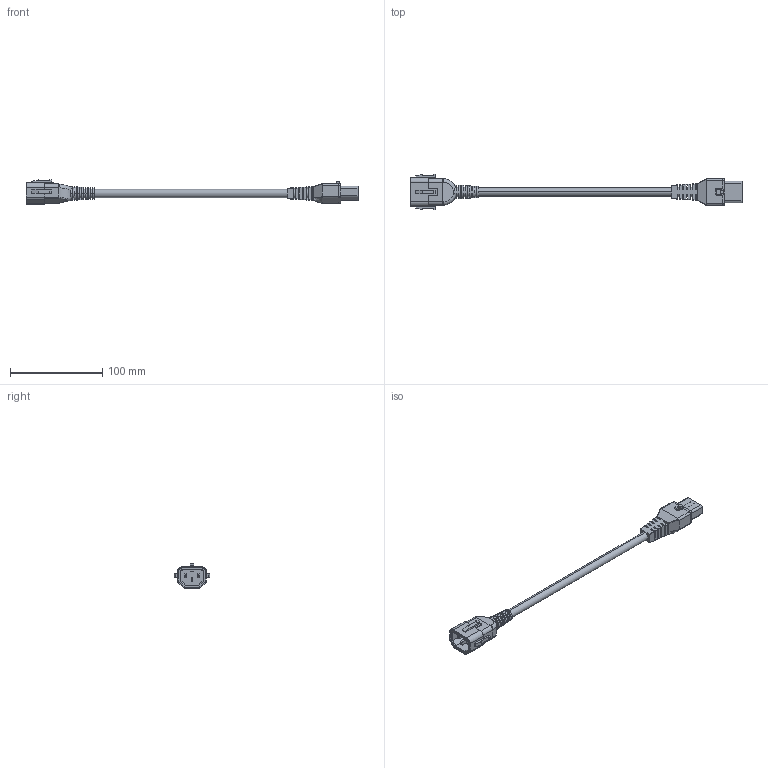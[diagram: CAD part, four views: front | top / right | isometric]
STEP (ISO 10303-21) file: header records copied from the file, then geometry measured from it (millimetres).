
FILE_DESCRIPTION (( 'STEP AP203' ), '1' );
FILE_NAME ('C14LC13L-15_3D.STEP', '2022-09-22T15:30:26', ( '' ), ( '' ), 'SwSTEP 2.0', 'SolidWorks 2021', '' );
FILE_SCHEMA (( 'CONFIG_CONTROL_DESIGN' ));
Length unit declared in the file: inch
Products named in the file (4): SJT14AWG3X_CORDAGE; EN60320 C14 DUAL-LOCKING; C14LC13L-15_3D; EN60320-C13 WITH LOCK
Assembly tree (3 placements, depth 2):
  C14LC13L-15_3D
    EN60320 C14 DUAL-LOCKING
    EN60320-C13 WITH LOCK
    SJT14AWG3X_CORDAGE
Bounding box: 359.75 x 38.7 x 26.58 mm (x, y, z)
Volume: 64558.5 mm3; surface area: 31438.7 mm2
Topology: 4 solids, 4 shells, 433 faces, 1169 edges, 762 vertices
Faces by surface type: plane 282, cylinder 126, bspline 17, cone 4, torus 2, sphere 2
Entity records: 14486 total; most frequent: CARTESIAN_POINT 3355, ORIENTED_EDGE 2334, DIRECTION 2120, EDGE_CURVE 1167, VECTOR 826, LINE 826, VERTEX_POINT 762, AXIS2_PLACEMENT_3D 647
